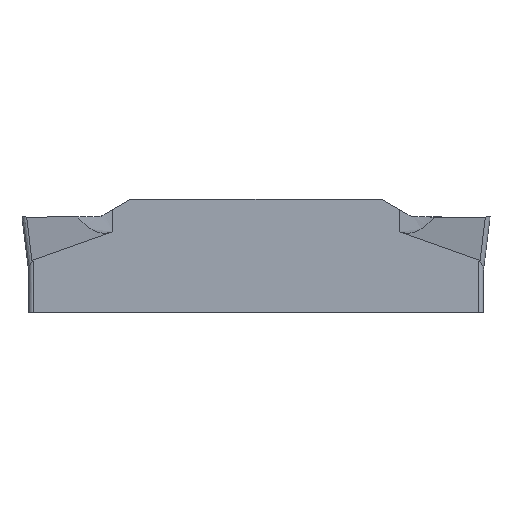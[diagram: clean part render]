
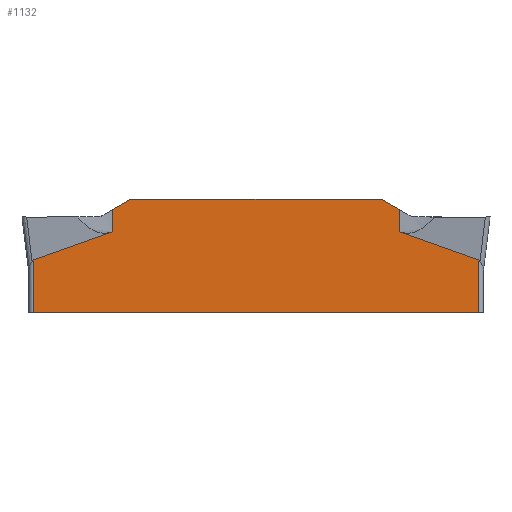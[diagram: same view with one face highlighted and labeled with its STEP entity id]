
A CAD part, left-side view. The second image highlights one B-rep face of the part: STEP entity #1132.
In plain terms, the highlighted planar face has unit normal (-1, 0, 0).
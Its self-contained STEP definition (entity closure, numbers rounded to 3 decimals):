
#104=DIRECTION('',(0.,1.,0.));
#105=VECTOR('',#104,20.);
#106=CARTESIAN_POINT('',(-1.,0.5,-4.3));
#107=LINE('',#106,#105);
#111=DIRECTION('',(0.,-0.866,0.5));
#112=VECTOR('',#111,0.942);
#113=CARTESIAN_POINT('',(-1.,16.93,0.329));
#114=LINE('',#113,#112);
#118=DIRECTION('',(0.,-1.,0.));
#119=VECTOR('',#118,11.229);
#120=CARTESIAN_POINT('',(-1.,16.114,0.8));
#121=LINE('',#120,#119);
#125=DIRECTION('',(0.,-0.866,-0.5));
#126=VECTOR('',#125,0.942);
#127=CARTESIAN_POINT('',(-1.,4.886,0.8));
#128=LINE('',#127,#126);
#132=DIRECTION('',(0.,-0.942,-0.335));
#133=VECTOR('',#132,3.788);
#134=CARTESIAN_POINT('',(-1.,4.07,
-0.661));
#135=LINE('',#134,#133);
#139=DIRECTION('',(0.,0.,-1.));
#140=VECTOR('',#139,2.371);
#141=CARTESIAN_POINT('',(-1.,20.5,
-1.929));
#142=LINE('',#141,#140);
#167=DIRECTION('',(0.,0.942,-0.335));
#168=VECTOR('',#167,3.788);
#169=CARTESIAN_POINT('',(-1.,16.93,
-0.661));
#170=LINE('',#169,#168);
#494=DIRECTION('',(0.,0.,-1.));
#495=VECTOR('',#494,0.99);
#496=CARTESIAN_POINT('',(-1.,16.93,0.329));
#497=LINE('',#496,#495);
#827=DIRECTION('',(0.,0.,1.));
#828=VECTOR('',#827,2.371);
#829=CARTESIAN_POINT('',(-1.,0.5,-4.3));
#830=LINE('',#829,#828);
#852=DIRECTION('',(0.,0.,1.));
#853=VECTOR('',#852,0.99);
#854=CARTESIAN_POINT('',(-1.,4.07,
-0.661));
#855=LINE('',#854,#853);
#903=CARTESIAN_POINT('',(-1.,20.5,-4.3));
#904=VERTEX_POINT('',#903);
#905=CARTESIAN_POINT('',(-1.,0.5,-4.3));
#906=VERTEX_POINT('',#905);
#927=CARTESIAN_POINT('',(-1.,16.114,0.8));
#928=CARTESIAN_POINT('',(-1.,4.886,0.8));
#929=VERTEX_POINT('',#927);
#930=VERTEX_POINT('',#928);
#931=CARTESIAN_POINT('',(-1.,20.5,
-1.929));
#932=VERTEX_POINT('',#931);
#933=CARTESIAN_POINT('',(-1.,16.93,
-0.661));
#934=VERTEX_POINT('',#933);
#935=CARTESIAN_POINT('',(-1.,16.93,0.329));
#936=VERTEX_POINT('',#935);
#937=CARTESIAN_POINT('',(-1.,4.07,0.329));
#938=VERTEX_POINT('',#937);
#939=CARTESIAN_POINT('',(-1.,4.07,
-0.661));
#940=VERTEX_POINT('',#939);
#941=CARTESIAN_POINT('',(-1.,0.5,-1.929));
#942=VERTEX_POINT('',#941);
#1107=CARTESIAN_POINT('',(-1.,10.5,-4.3));
#1108=DIRECTION('',(-1.,0.,0.));
#1109=DIRECTION('',(0.,-1.,0.));
#1110=AXIS2_PLACEMENT_3D('',#1107,#1108,#1109);
#1111=PLANE('',#1110);
#1112=ORIENTED_EDGE('',*,*,#1018,.T.);
#1114=ORIENTED_EDGE('',*,*,#1113,.F.);
#1116=ORIENTED_EDGE('',*,*,#1115,.F.);
#1118=ORIENTED_EDGE('',*,*,#1117,.F.);
#1120=ORIENTED_EDGE('',*,*,#1119,.T.);
#1121=ORIENTED_EDGE('',*,*,#1085,.T.);
#1123=ORIENTED_EDGE('',*,*,#1122,.T.);
#1125=ORIENTED_EDGE('',*,*,#1124,.F.);
#1127=ORIENTED_EDGE('',*,*,#1126,.T.);
#1129=ORIENTED_EDGE('',*,*,#1128,.F.);
#1130=EDGE_LOOP('',(#1112,#1114,#1116,#1118,#1120,#1121,#1123,#1125,#1127,
#1129));
#1131=FACE_OUTER_BOUND('',#1130,.F.);
#1018=EDGE_CURVE('',#906,#904,#107,.T.);
#1085=EDGE_CURVE('',#929,#930,#121,.T.);
#1113=EDGE_CURVE('',#932,#904,#142,.T.);
#1115=EDGE_CURVE('',#934,#932,#170,.T.);
#1117=EDGE_CURVE('',#936,#934,#497,.T.);
#1119=EDGE_CURVE('',#936,#929,#114,.T.);
#1122=EDGE_CURVE('',#930,#938,#128,.T.);
#1124=EDGE_CURVE('',#940,#938,#855,.T.);
#1126=EDGE_CURVE('',#940,#942,#135,.T.);
#1128=EDGE_CURVE('',#906,#942,#830,.T.);
#1132=ADVANCED_FACE('',(#1131),#1111,.T.);
